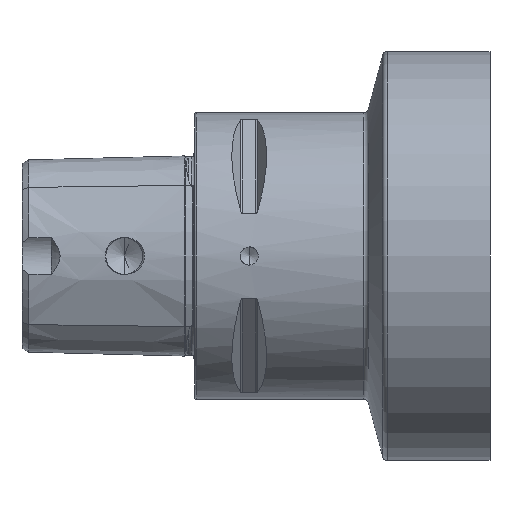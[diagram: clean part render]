
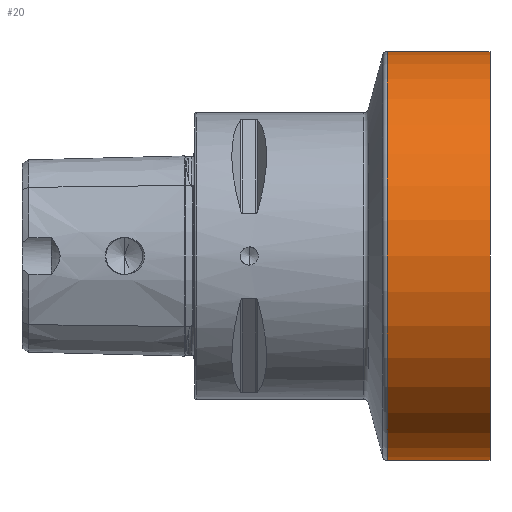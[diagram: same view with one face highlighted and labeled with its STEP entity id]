
A CAD part, front view. The second image highlights one B-rep face of the part: STEP entity #20.
In plain terms, the highlighted cylindrical face has radius 45 mm (diameter 90 mm), a partial arc.
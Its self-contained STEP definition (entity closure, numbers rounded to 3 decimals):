
#20 = ADVANCED_FACE ( 'NONE', ( #2654 ), #2551, .T. ) ;
#80 = CARTESIAN_POINT ( 'NONE',  ( 42.385, 0., 45. ) ) ;
#281 = CARTESIAN_POINT ( 'NONE',  ( 65., 0., 45. ) ) ;
#317 = DIRECTION ( 'NONE',  ( 0., 0., 1. ) ) ;
#350 = AXIS2_PLACEMENT_3D ( 'NONE', #3318, #1433, #3640 ) ;
#391 = EDGE_CURVE ( 'NONE', #2706, #1110, #3861, .T. ) ;
#679 = CARTESIAN_POINT ( 'NONE',  ( 42.385, 0., 0. ) ) ;
#697 = DIRECTION ( 'NONE',  ( -1., 0., 0. ) ) ;
#773 = CARTESIAN_POINT ( 'NONE',  ( 65., 0., -45. ) ) ;
#779 = CARTESIAN_POINT ( 'NONE',  ( 42.385, 0., -45. ) ) ;
#1043 = EDGE_CURVE ( 'NONE', #2706, #1581, #2360, .T. ) ;
#1110 = VERTEX_POINT ( 'NONE', #80 ) ;
#1279 = ORIENTED_EDGE ( 'NONE', *, *, #3534, .T. ) ;
#1393 = DIRECTION ( 'NONE',  ( 1., 0., 0. ) ) ;
#1433 = DIRECTION ( 'NONE',  ( -1., 0., 0. ) ) ;
#1581 = VERTEX_POINT ( 'NONE', #1757 ) ;
#1757 = CARTESIAN_POINT ( 'NONE',  ( 65., 0., -45. ) ) ;
#1778 = EDGE_CURVE ( 'NONE', #1110, #2401, #3747, .T. ) ;
#2008 = DIRECTION ( 'NONE',  ( -1., 0., 0. ) ) ;
#2360 = LINE ( 'NONE', #773, #3735 ) ;
#2401 = VERTEX_POINT ( 'NONE', #281 ) ;
#2551 = CYLINDRICAL_SURFACE ( 'NONE', #3237, 45. ) ;
#2654 = FACE_OUTER_BOUND ( 'NONE', #3058, .T. ) ;
#2706 = VERTEX_POINT ( 'NONE', #779 ) ;
#2808 = ORIENTED_EDGE ( 'NONE', *, *, #391, .F. ) ;
#2867 = CARTESIAN_POINT ( 'NONE',  ( 65., 0., 45. ) ) ;
#2914 = VECTOR ( 'NONE', #3795, 1000. ) ;
#3058 = EDGE_LOOP ( 'NONE', ( #3132, #1279, #3879, #2808 ) ) ;
#3132 = ORIENTED_EDGE ( 'NONE', *, *, #1043, .T. ) ;
#3187 = CIRCLE ( 'NONE', #350, 45. ) ;
#3237 = AXIS2_PLACEMENT_3D ( 'NONE', #3846, #2008, #3858 ) ;
#3318 = CARTESIAN_POINT ( 'NONE',  ( 65., 0., 0. ) ) ;
#3534 = EDGE_CURVE ( 'NONE', #1581, #2401, #3187, .T. ) ;
#3571 = AXIS2_PLACEMENT_3D ( 'NONE', #679, #697, #317 ) ;
#3640 = DIRECTION ( 'NONE',  ( 0., 0., 1. ) ) ;
#3735 = VECTOR ( 'NONE', #1393, 1000. ) ;
#3747 = LINE ( 'NONE', #2867, #2914 ) ;
#3795 = DIRECTION ( 'NONE',  ( 1., 0., 0. ) ) ;
#3846 = CARTESIAN_POINT ( 'NONE',  ( -72.049, 0., 0. ) ) ;
#3858 = DIRECTION ( 'NONE',  ( 0., 0., 1. ) ) ;
#3861 = CIRCLE ( 'NONE', #3571, 45. ) ;
#3879 = ORIENTED_EDGE ( 'NONE', *, *, #1778, .F. ) ;
